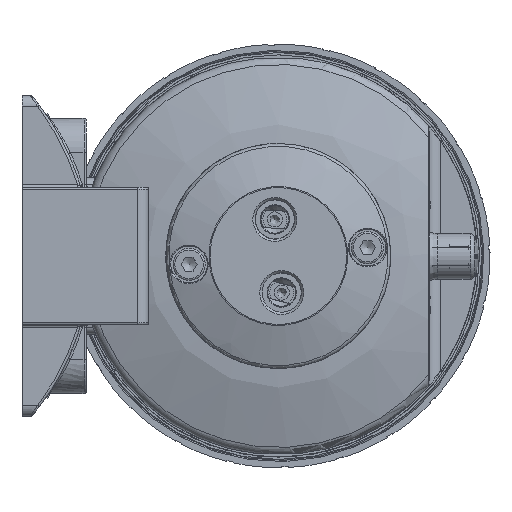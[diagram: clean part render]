
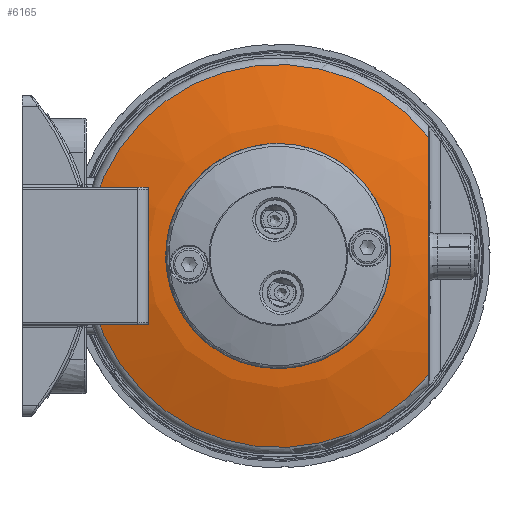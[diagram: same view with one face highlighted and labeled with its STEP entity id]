
A CAD part, front view. The second image highlights one B-rep face of the part: STEP entity #6165.
In plain terms, the highlighted free-form (B-spline) face has degree [2, 2] with [3, 9] control points.
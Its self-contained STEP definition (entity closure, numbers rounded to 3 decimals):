
#4465=CARTESIAN_POINT('',(32.7,4.993,25.882));
#4466=VERTEX_POINT('',#4465);
#4482=CARTESIAN_POINT('',(32.7,4.213,22.326));
#4483=VERTEX_POINT('',#4482);
#4484=CARTESIAN_POINT('',(32.7,4.213,22.326));
#4485=CARTESIAN_POINT('',(32.7,4.329,22.908));
#4486=CARTESIAN_POINT('',(32.7,4.45,23.489));
#4487=CARTESIAN_POINT('',(32.7,4.709,24.674));
#4488=CARTESIAN_POINT('',(32.7,4.848,25.279));
#4489=CARTESIAN_POINT('',(32.7,4.993,25.882));
#4490=B_SPLINE_CURVE_WITH_KNOTS('',3,(#4484,#4485,#4486,#4487,#4488,#4489),.UNSPECIFIED.,.F.,.U.,(4,2,4),(25.263,25.427,25.599),.UNSPECIFIED.);
#4491=EDGE_CURVE('',#4483,#4466,#4490,.T.);
#4493=CARTESIAN_POINT('',(32.7,3.983,-21.13));
#4494=VERTEX_POINT('',#4493);
#4495=CARTESIAN_POINT('',(32.7,3.983,-21.13));
#4496=CARTESIAN_POINT('',(32.7,2.655,-13.984));
#4497=CARTESIAN_POINT('',(32.7,2.151,-6.711));
#4498=CARTESIAN_POINT('',(32.7,2.151,7.086));
#4499=CARTESIAN_POINT('',(32.7,2.715,14.797));
#4500=CARTESIAN_POINT('',(32.7,4.213,22.326));
#4501=B_SPLINE_CURVE_WITH_KNOTS('',3,(#4495,#4496,#4497,#4498,#4499,#4500),.UNSPECIFIED.,.F.,.U.,(4,2,4),(21.124,23.137,25.263),.UNSPECIFIED.);
#4502=EDGE_CURVE('',#4494,#4483,#4501,.T.);
#4504=CARTESIAN_POINT('',(32.7,4.993,-25.882));
#4505=VERTEX_POINT('',#4504);
#4506=CARTESIAN_POINT('',(32.7,4.993,-25.882));
#4507=CARTESIAN_POINT('',(32.7,4.848,-25.279));
#4508=CARTESIAN_POINT('',(32.7,4.709,-24.674));
#4509=CARTESIAN_POINT('',(32.7,4.363,-23.092));
#4510=CARTESIAN_POINT('',(32.7,4.165,-22.112));
#4511=CARTESIAN_POINT('',(32.7,3.983,-21.13));
#4512=B_SPLINE_CURVE_WITH_KNOTS('',3,(#4506,#4507,#4508,#4509,#4510,#4511),.UNSPECIFIED.,.F.,.U.,(4,2,4),(20.675,20.847,21.124),.UNSPECIFIED.);
#4513=EDGE_CURVE('',#4505,#4494,#4512,.T.);
#6015=CARTESIAN_POINT('',(0.0,4.993,0.0));
#6016=DIRECTION('',(0.0,1.0,0.0));
#6017=DIRECTION('',(-1.0,0.0,0.0));
#6018=AXIS2_PLACEMENT_3D('',#6015,#6016,#6017);
#6019=CIRCLE('',#6018,41.703);
#6020=EDGE_CURVE('',#4505,#4466,#6019,.T.);
#6038=CARTESIAN_POINT('',(12.359,0.0,-8.5));
#6039=VERTEX_POINT('',#6038);
#6040=CARTESIAN_POINT('',(0.0,0.0,0.0));
#6041=DIRECTION('',(0.0,-1.0,0.0));
#6042=DIRECTION('',(1.0,0.0,0.0));
#6043=AXIS2_PLACEMENT_3D('',#6040,#6041,#6042);
#6044=CIRCLE('',#6043,15.0);
#6045=EDGE_CURVE('',#6039,#6039,#6044,.T.);
#6121=CARTESIAN_POINT('',(0.,4.993,41.703));
#6122=CARTESIAN_POINT('',(0.,-2.89,21.362));
#6123=CARTESIAN_POINT('',(0.0,1.538,0.));
#6124=CARTESIAN_POINT('',(41.703,4.993,41.703));
#6125=CARTESIAN_POINT('',(21.362,-2.89,21.362));
#6126=CARTESIAN_POINT('',(0.,1.538,0.));
#6127=CARTESIAN_POINT('',(41.703,4.993,0.));
#6128=CARTESIAN_POINT('',(21.362,-2.89,0.));
#6129=CARTESIAN_POINT('',(0.,1.538,0.0));
#6130=CARTESIAN_POINT('',(41.703,4.993,-41.703));
#6131=CARTESIAN_POINT('',(21.362,-2.89,-21.362));
#6132=CARTESIAN_POINT('',(0.,1.538,0.));
#6133=CARTESIAN_POINT('',(0.,4.993,-41.703));
#6134=CARTESIAN_POINT('',(0.,-2.89,-21.362));
#6135=CARTESIAN_POINT('',(0.0,1.538,0.));
#6136=CARTESIAN_POINT('',(-41.703,4.993,-41.703));
#6137=CARTESIAN_POINT('',(-21.362,-2.89,-21.362));
#6138=CARTESIAN_POINT('',(0.,1.538,0.));
#6139=CARTESIAN_POINT('',(-41.703,4.993,0.));
#6140=CARTESIAN_POINT('',(-21.362,-2.89,0.));
#6141=CARTESIAN_POINT('',(0.,1.538,0.0));
#6142=CARTESIAN_POINT('',(-41.703,4.993,41.703));
#6143=CARTESIAN_POINT('',(-21.362,-2.89,21.362));
#6144=CARTESIAN_POINT('',(0.,1.538,0.));
#6145=CARTESIAN_POINT('',(0.,4.993,41.703));
#6146=CARTESIAN_POINT('',(0.,-2.89,21.362));
#6147=CARTESIAN_POINT('',(0.0,1.538,0.));
#6155=(BOUNDED_SURFACE()B_SPLINE_SURFACE(2,2,((#6121,#6124,#6127,#6130,#6133,#6136,#6139,#6142,#6145),(#6122,#6125,#6128,#6131,#6134,#6137,#6140,#6143,#6146),(#6123,#6126,#6129,#6132,#6135,#6138,#6141,#6144,#6147)),.UNSPECIFIED.,.F.,.T.,.U.)B_SPLINE_SURFACE_WITH_KNOTS((3,3),(3,2,2,2,3),(1.201,1.775),(0.0,1.571,3.142,4.712,6.283),.UNSPECIFIED.)GEOMETRIC_REPRESENTATION_ITEM()RATIONAL_B_SPLINE_SURFACE(((1.0,0.707,1.0,0.707,1.0,0.707,1.0,0.707,1.0),(0.959,0.678,0.959,0.678,0.959,0.678,0.959,0.678,0.959),(1.0,0.707,1.0,0.707,1.0,0.707,1.0,0.707,1.0)))REPRESENTATION_ITEM('')SURFACE());
#6156=ORIENTED_EDGE('',*,*,#6020,.F.);
#6157=ORIENTED_EDGE('',*,*,#4513,.T.);
#6158=ORIENTED_EDGE('',*,*,#4502,.T.);
#6159=ORIENTED_EDGE('',*,*,#4491,.T.);
#6160=EDGE_LOOP('',(#6156,#6157,#6158,#6159));
#6161=FACE_OUTER_BOUND('',#6160,.T.);
#6162=ORIENTED_EDGE('',*,*,#6045,.F.);
#6163=EDGE_LOOP('',(#6162));
#6164=FACE_BOUND('',#6163,.T.);
#6165=ADVANCED_FACE('',(#6161,#6164),#6155,.T.);
